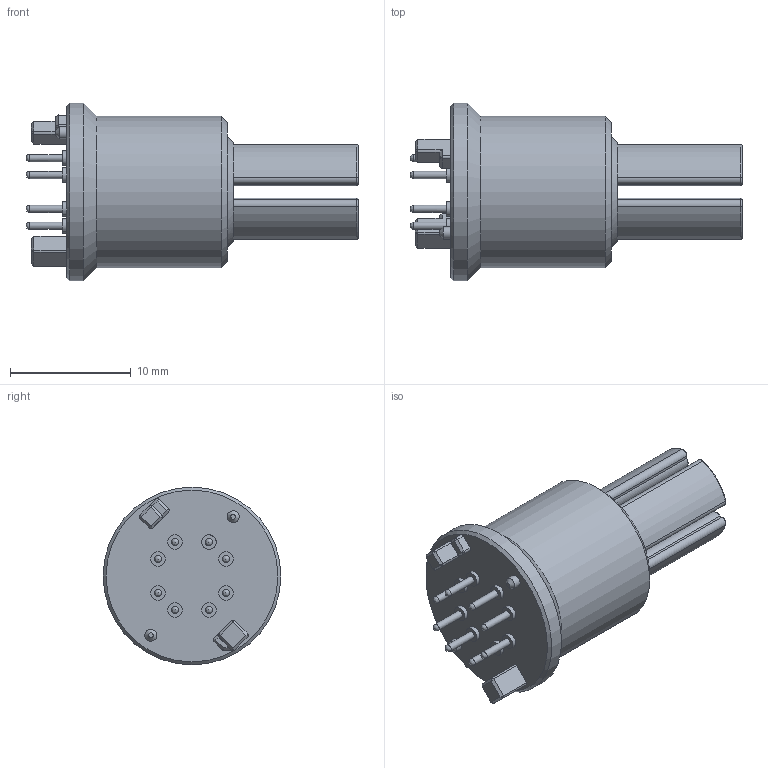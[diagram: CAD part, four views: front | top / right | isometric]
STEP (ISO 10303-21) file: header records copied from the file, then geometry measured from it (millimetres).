
FILE_DESCRIPTION(/* description */ (''),/* implementation_level */ '2;1');
FILE_NAME(/* name */ '100222010ugm000_b.stp',/* time_stamp */ '2022-04-26T18:53:45+02:00',/* author */ (''),/* organization */ (''),/* preprocessor_version */ 'ST-DEVELOPER v16.7',/* originating_system */ 'SIEMENS PLM Software NX 1911',/* authorisation */ '');
FILE_SCHEMA (('AUTOMOTIVE_DESIGN { 1 0 10303 214 3 1 1 1 }'));
Length unit declared in the file: millimetre
Products named in the file (1): 100222010ugm000_b
Bounding box: 27.45 x 14.7 x 14.7 mm (x, y, z)
Volume: 2103.9 mm3; surface area: 1431.8 mm2
Topology: 1 solids, 1 shells, 227 faces, 506 edges, 304 vertices
Faces by surface type: cylinder 94, plane 81, torus 24, cone 18, bspline 8, sphere 2
Full cylindrical faces by diameter (mm): 0.6 x8, 0.72 x8, 1 x2, 1.2 x8, 1.29 x8, 12.5 x1, 14.7 x1
Entity records: 6498 total; most frequent: CARTESIAN_POINT 1486, DIRECTION 1049, ORIENTED_EDGE 864, AXIS2_PLACEMENT_3D 435, EDGE_CURVE 432, EDGE_LOOP 306, VERTEX_POINT 294, ADVANCED_FACE 227
